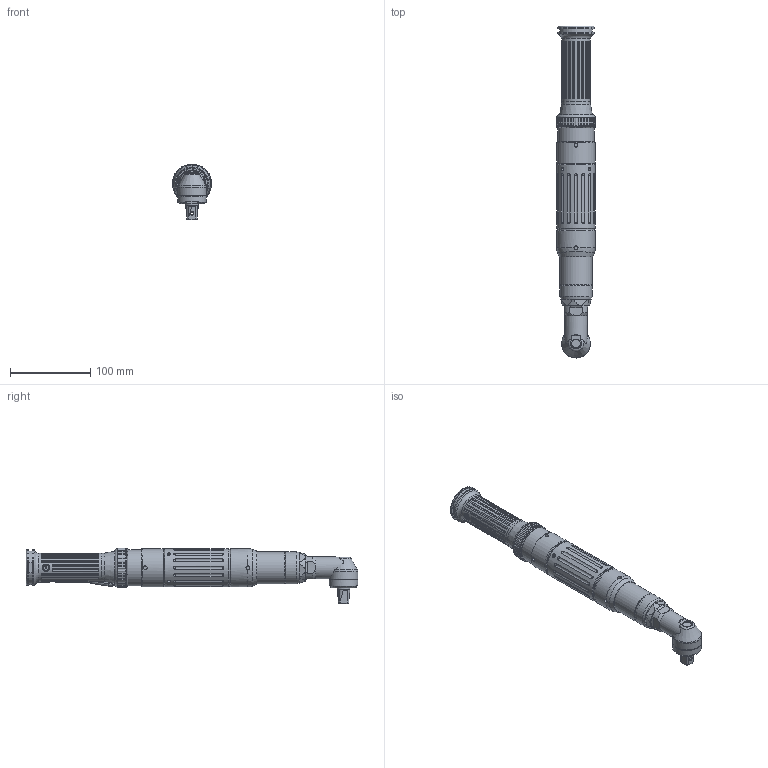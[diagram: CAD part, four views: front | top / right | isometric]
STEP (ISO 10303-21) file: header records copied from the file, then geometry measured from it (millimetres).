
FILE_DESCRIPTION(/* description */ (''),/* implementation_level */ '2;1');
FILE_NAME(/* name */ 'HFT-060M80-A-20(DS-H004)_OUTLINE.stp',/* time_stamp */ '2017-10-23T09:17:28+09:00',/* author */ ('hirokisenga'),/* organization */ (''),/* preprocessor_version */ 'ST-DEVELOPER v16.5',/* originating_system */ 'Autodesk Inventor 2017',/* authorisation */ '');
FILE_SCHEMA (('AUTOMOTIVE_DESIGN { 1 0 10303 214 3 1 1 }'));
Length unit declared in the file: millimetre
Products named in the file (1): HFT-060M80-A-20(DS-H004)_OUTLINE_1
Bounding box: 49 x 414.55 x 69.58 mm (x, y, z)
Volume: 548558.3 mm3; surface area: 88899.3 mm2
Topology: 1 solids, 1 shells, 947 faces, 2361 edges, 1510 vertices
Faces by surface type: plane 521, cylinder 276, sphere 60, cone 48, bspline 25, torus 17
Full cylindrical faces by diameter (mm): 1 x24, 1.5 x1, 1.6 x4, 3 x1, 3.98 x1, 4 x3, 4.5 x1, 4.6 x12, 6 x1, 6.8 x2, 8 x3, 9 x3, 11 x1, 16 x1, 16.5 x1, 21.4 x1, 28 x1, 30 x1, 32 x1, 34 x2, 34.2 x1, 36 x3, 38 x1, 38.2 x1, 40 x2, 41.2 x1, 45 x2, 45.201 x1, 45.5 x1, 46 x2
Entity records: 29831 total; most frequent: CARTESIAN_POINT 7022, DIRECTION 4783, ORIENTED_EDGE 4246, EDGE_CURVE 2111, AXIS2_PLACEMENT_3D 1958, VERTEX_POINT 1419, EDGE_LOOP 1232, STYLED_ITEM 948
